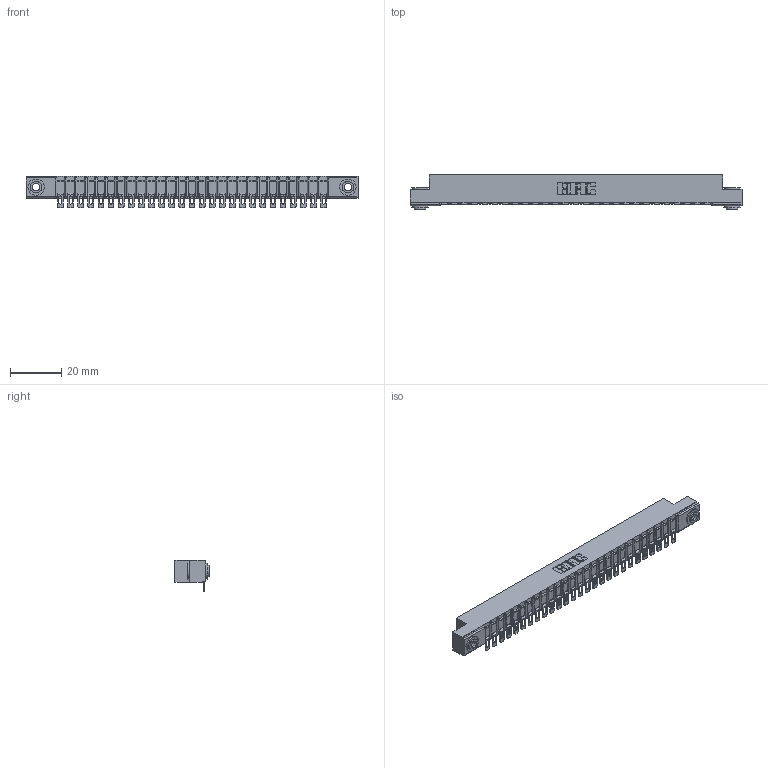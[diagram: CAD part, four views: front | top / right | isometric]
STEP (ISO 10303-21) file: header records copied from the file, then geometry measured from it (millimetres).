
FILE_DESCRIPTION (( 'STEP AP203' ), '1' );
FILE_NAME ('307-027-554-103.STEP', '2018-08-04T15:35:19', ( '' ), ( '' ), 'SwSTEP 2.0', 'SolidWorks 2016', '' );
FILE_SCHEMA (( 'CONFIG_CONTROL_DESIGN' ));
Length unit declared in the file: inch
Products named in the file (4): 307-290-002_554; 345-250-002_345-250-002-102; 307-027-554-103; 307 Part_.156 Dia Mounting Holes
Assembly tree (30 placements, depth 2):
  307-027-554-103
    307 Part_.156 Dia Mounting Holes
    307-290-002_554  x27
    345-250-002_345-250-002-102  x2
Bounding box: 130 x 13.36 x 12.52 mm (x, y, z)
Volume: 8595.8 mm3; surface area: 16267.4 mm2
Topology: 30 solids, 30 shells, 2385 faces, 7266 edges, 4764 vertices
Faces by surface type: plane 1336, cylinder 985, sphere 56, cone 8
Entity records: 27026 total; most frequent: CARTESIAN_POINT 4535, ORIENTED_EDGE 4516, DIRECTION 4434, EDGE_CURVE 2258, LINE 1708, VECTOR 1708, VERTEX_POINT 1464, AXIS2_PLACEMENT_3D 1363
